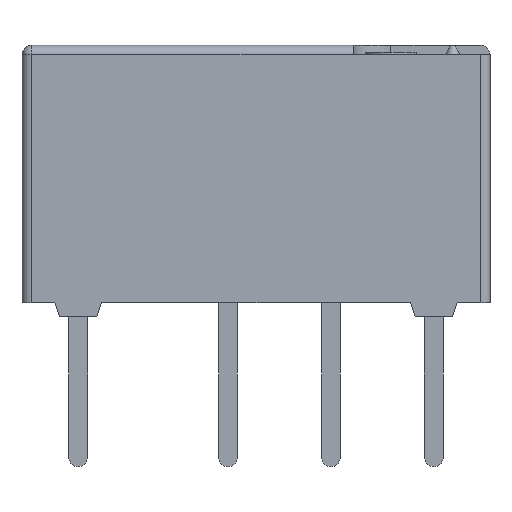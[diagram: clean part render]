
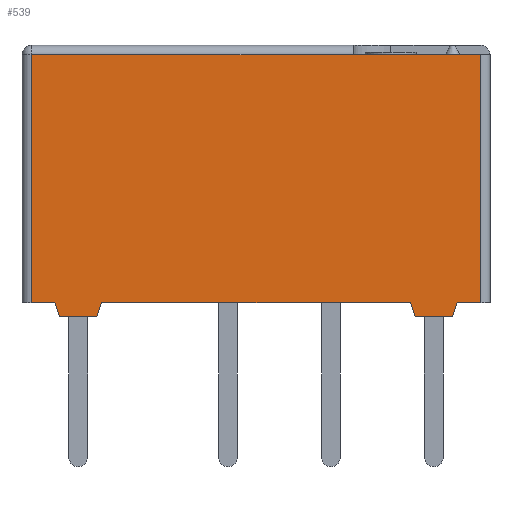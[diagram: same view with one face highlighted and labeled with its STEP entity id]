
A CAD part, front view. The second image highlights one B-rep face of the part: STEP entity #539.
In plain terms, the highlighted planar face has unit normal (0, -1, 0).
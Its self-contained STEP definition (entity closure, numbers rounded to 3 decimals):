
#539=ADVANCED_FACE('',(#14120),#14122,.T.);
#14120=FACE_BOUND('',#14121,.T.);
#14121=EDGE_LOOP('',(#24759,#24760,#24761,#24762,#24763,#24764,#24765,#24766,#24767,
#24768,#24769,#24770,#24771));
#14122=PLANE('',#14123);
#14123=AXIS2_PLACEMENT_3D('',#14124,#14125,#14126);
#14124=CARTESIAN_POINT('',(-5.,-2.85,0.3));
#14125=DIRECTION('',(0.,-1.,0.));
#14126=DIRECTION('',(1.,0.,0.));
#24759=ORIENTED_EDGE('',*,*,#33301,.T.);
#24760=ORIENTED_EDGE('',*,*,#33302,.F.);
#24761=ORIENTED_EDGE('',*,*,#33303,.F.);
#24762=ORIENTED_EDGE('',*,*,#33245,.T.);
#24763=ORIENTED_EDGE('',*,*,#33298,.T.);
#24764=ORIENTED_EDGE('',*,*,#33296,.T.);
#24765=ORIENTED_EDGE('',*,*,#33294,.T.);
#24766=ORIENTED_EDGE('',*,*,#33292,.T.);
#24767=ORIENTED_EDGE('',*,*,#33290,.T.);
#24768=ORIENTED_EDGE('',*,*,#33286,.T.);
#24769=ORIENTED_EDGE('',*,*,#33282,.T.);
#24770=ORIENTED_EDGE('',*,*,#33269,.T.);
#24771=ORIENTED_EDGE('',*,*,#33304,.T.);
#33245=EDGE_CURVE('',#37668,#37666,#37669,.T.);
#33269=EDGE_CURVE('',#37712,#37710,#37713,.T.);
#33282=EDGE_CURVE('',#37732,#37712,#37733,.T.);
#33286=EDGE_CURVE('',#37739,#37732,#37740,.T.);
#33290=EDGE_CURVE('',#37742,#37739,#37746,.T.);
#33292=EDGE_CURVE('',#37748,#37742,#37749,.T.);
#33294=EDGE_CURVE('',#37751,#37748,#37752,.T.);
#33296=EDGE_CURVE('',#37754,#37751,#37755,.T.);
#33298=EDGE_CURVE('',#37666,#37754,#37757,.T.);
#33301=EDGE_CURVE('',#37760,#37761,#37762,.T.);
#33302=EDGE_CURVE('',#37763,#37761,#37764,.T.);
#33303=EDGE_CURVE('',#37668,#37763,#37765,.T.);
#33304=EDGE_CURVE('',#37710,#37760,#37766,.T.);
#37666=VERTEX_POINT('',#45145);
#37668=VERTEX_POINT('',#45149);
#37669=LINE('',#45150,#45151);
#37710=VERTEX_POINT('',#45243);
#37712=VERTEX_POINT('',#45248);
#37713=LINE('',#45249,#45250);
#37732=VERTEX_POINT('',#45294);
#37733=LINE('',#45295,#45296);
#37739=VERTEX_POINT('',#45309);
#37740=LINE('',#45310,#45311);
#37742=VERTEX_POINT('',#45316);
#37746=LINE('',#45324,#45325);
#37748=VERTEX_POINT('',#45330);
#37749=LINE('',#45331,#45332);
#37751=VERTEX_POINT('',#45337);
#37752=LINE('',#45338,#45339);
#37754=VERTEX_POINT('',#45344);
#37755=LINE('',#45345,#45346);
#37757=LINE('',#45351,#45352);
#37760=VERTEX_POINT('',#45360);
#37761=VERTEX_POINT('',#45361);
#37762=LINE('',#45362,#45363);
#37763=VERTEX_POINT('',#45365);
#37764=LINE('',#45366,#45367);
#37765=LINE('',#45369,#45370);
#37766=LINE('',#45372,#45373);
#45145=CARTESIAN_POINT('',(-4.3,-2.85,0.3));
#45149=CARTESIAN_POINT('',(-4.8,-2.85,0.3));
#45150=CARTESIAN_POINT('',(-4.8,-2.85,0.3));
#45151=VECTOR('',#45152,1.);
#45152=DIRECTION('',(1.,0.,0.));
#45243=CARTESIAN_POINT('',(4.8,-2.85,0.3));
#45248=CARTESIAN_POINT('',(4.3,-2.85,0.3));
#45249=CARTESIAN_POINT('',(4.3,-2.85,0.3));
#45250=VECTOR('',#45251,1.);
#45251=DIRECTION('',(1.,0.,0.));
#45294=CARTESIAN_POINT('',(4.2,-2.85,0.));
#45295=CARTESIAN_POINT('',(4.2,-2.85,0.));
#45296=VECTOR('',#45297,1.);
#45297=DIRECTION('',(0.316,0.,0.949));
#45309=CARTESIAN_POINT('',(3.4,-2.85,0.));
#45310=CARTESIAN_POINT('',(3.4,-2.85,0.));
#45311=VECTOR('',#45312,1.);
#45312=DIRECTION('',(1.,0.,0.));
#45316=CARTESIAN_POINT('',(3.3,-2.85,0.3));
#45324=CARTESIAN_POINT('',(3.3,-2.85,0.3));
#45325=VECTOR('',#45326,1.);
#45326=DIRECTION('',(0.316,0.,-0.949));
#45330=CARTESIAN_POINT('',(-3.3,-2.85,0.3));
#45331=CARTESIAN_POINT('',(-3.3,-2.85,0.3));
#45332=VECTOR('',#45333,1.);
#45333=DIRECTION('',(1.,0.,0.));
#45337=CARTESIAN_POINT('',(-3.4,-2.85,0.));
#45338=CARTESIAN_POINT('',(-3.4,-2.85,0.));
#45339=VECTOR('',#45340,1.);
#45340=DIRECTION('',(0.316,0.,0.949));
#45344=CARTESIAN_POINT('',(-4.2,-2.85,0.));
#45345=CARTESIAN_POINT('',(-4.2,-2.85,0.));
#45346=VECTOR('',#45347,1.);
#45347=DIRECTION('',(1.,0.,0.));
#45351=CARTESIAN_POINT('',(-4.3,-2.85,0.3));
#45352=VECTOR('',#45353,1.);
#45353=DIRECTION('',(0.316,0.,-0.949));
#45360=CARTESIAN_POINT('',(4.8,-2.85,5.6));
#45361=CARTESIAN_POINT('',(2.08,-2.85,5.6));
#45362=CARTESIAN_POINT('',(4.8,-2.85,5.6));
#45363=VECTOR('',#45364,1.);
#45364=DIRECTION('',(-1.,0.,0.));
#45365=CARTESIAN_POINT('',(-4.8,-2.85,5.6));
#45366=CARTESIAN_POINT('',(-4.8,-2.85,5.6));
#45367=VECTOR('',#45368,1.);
#45368=DIRECTION('',(1.,0.,0.));
#45369=CARTESIAN_POINT('',(-4.8,-2.85,0.3));
#45370=VECTOR('',#45371,1.);
#45371=DIRECTION('',(0.,0.,1.));
#45372=CARTESIAN_POINT('',(4.8,-2.85,0.3));
#45373=VECTOR('',#45374,1.);
#45374=DIRECTION('',(0.,0.,1.));
